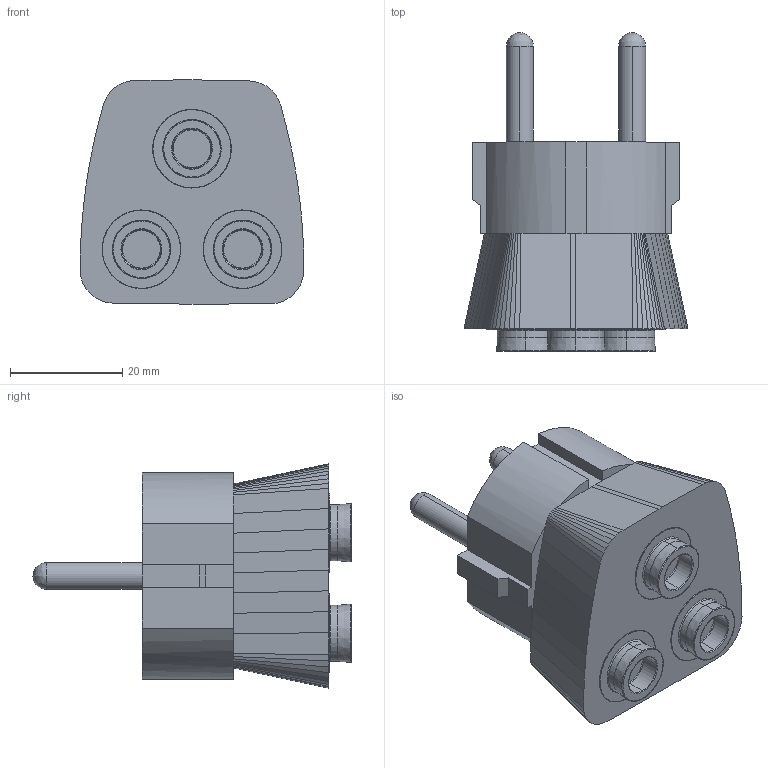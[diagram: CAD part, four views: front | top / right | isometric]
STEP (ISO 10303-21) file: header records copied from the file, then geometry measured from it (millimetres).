
FILE_DESCRIPTION (( 'STEP AP203' ), '1' );
FILE_NAME ('406516910_c_1.STEP', '2023-04-15T04:34:33', ( '' ), ( '' ), 'SwSTEP 2.0', 'SolidWorks 2014', '' );
FILE_SCHEMA (( 'CONFIG_CONTROL_DESIGN' ));
Length unit declared in the file: millimetre
Products named in the file (1): 406516910_c_1
Bounding box: 39.88 x 56.74 x 39.96 mm (x, y, z)
Volume: 38067 mm3; surface area: 8159 mm2
Topology: 1 solids, 1 shells, 173 faces, 470 edges, 306 vertices
Faces by surface type: plane 97, bspline 44, cylinder 26, cone 6
Entity records: 7033 total; most frequent: CARTESIAN_POINT 2698, ORIENTED_EDGE 932, DIRECTION 860, EDGE_CURVE 466, VERTEX_POINT 306, AXIS2_PLACEMENT_3D 294, VECTOR 272, LINE 272
